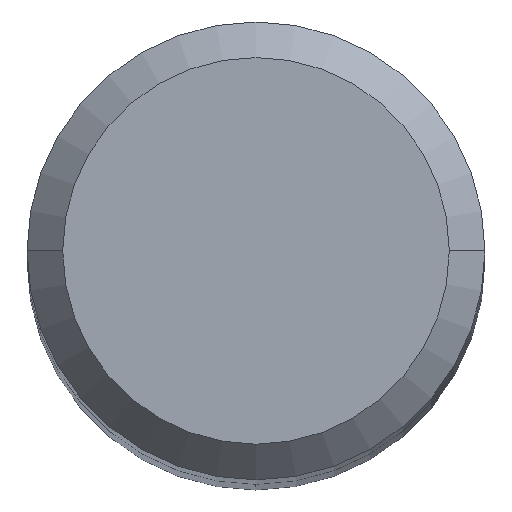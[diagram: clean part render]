
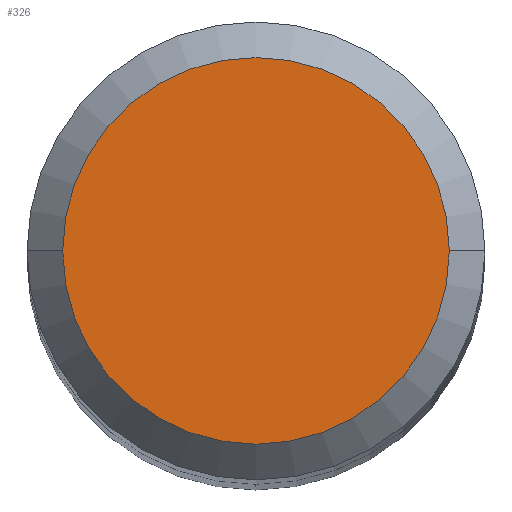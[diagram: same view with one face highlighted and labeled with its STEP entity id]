
A CAD part, top view. The second image highlights one B-rep face of the part: STEP entity #326.
In plain terms, the highlighted planar face has unit normal (0, 0, 1).
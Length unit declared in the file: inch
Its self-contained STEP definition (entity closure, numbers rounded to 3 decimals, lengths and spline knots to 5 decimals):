
#26 = EDGE_LOOP ( 'NONE', ( #240, #206 ) ) ;
#27 = AXIS2_PLACEMENT_3D ( 'NONE', #335, #250, #142 ) ;
#41 = DIRECTION ( 'NONE',  ( 0., 0., 1. ) ) ;
#49 = EDGE_CURVE ( 'NONE', #296, #284, #315, .T. ) ;
#83 = PLANE ( 'NONE',  #27 ) ;
#105 = CIRCLE ( 'NONE', #215, 0.16955 ) ;
#106 = DIRECTION ( 'NONE',  ( 1., 0., 0. ) ) ;
#142 = DIRECTION ( 'NONE',  ( -1., 0., 0. ) ) ;
#151 = CARTESIAN_POINT ( 'NONE',  ( 0.16955, 0., 0. ) ) ;
#178 = EDGE_CURVE ( 'NONE', #284, #296, #105, .T. ) ;
#186 = CARTESIAN_POINT ( 'NONE',  ( 0., 0., 0. ) ) ;
#202 = DIRECTION ( 'NONE',  ( 0., 0., 1. ) ) ;
#206 = ORIENTED_EDGE ( 'NONE', *, *, #178, .T. ) ;
#215 = AXIS2_PLACEMENT_3D ( 'NONE', #358, #202, #361 ) ;
#224 = AXIS2_PLACEMENT_3D ( 'NONE', #186, #41, #106 ) ;
#240 = ORIENTED_EDGE ( 'NONE', *, *, #49, .T. ) ;
#250 = DIRECTION ( 'NONE',  ( 0., 0., -1. ) ) ;
#284 = VERTEX_POINT ( 'NONE', #151 ) ;
#296 = VERTEX_POINT ( 'NONE', #338 ) ;
#315 = CIRCLE ( 'NONE', #224, 0.16955 ) ;
#326 = ADVANCED_FACE ( 'NONE', ( #368 ), #83, .F. ) ;
#335 = CARTESIAN_POINT ( 'NONE',  ( 0., 0., 0. ) ) ;
#338 = CARTESIAN_POINT ( 'NONE',  ( -0.16955, 0., 0. ) ) ;
#358 = CARTESIAN_POINT ( 'NONE',  ( 0., 0., 0. ) ) ;
#361 = DIRECTION ( 'NONE',  ( 1., 0., 0. ) ) ;
#368 = FACE_OUTER_BOUND ( 'NONE', #26, .T. ) ;
